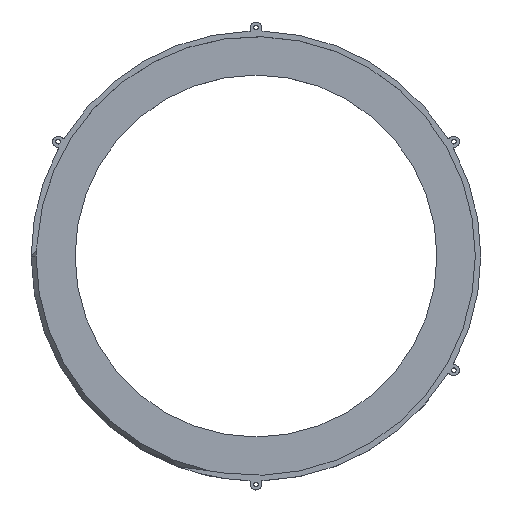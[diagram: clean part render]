
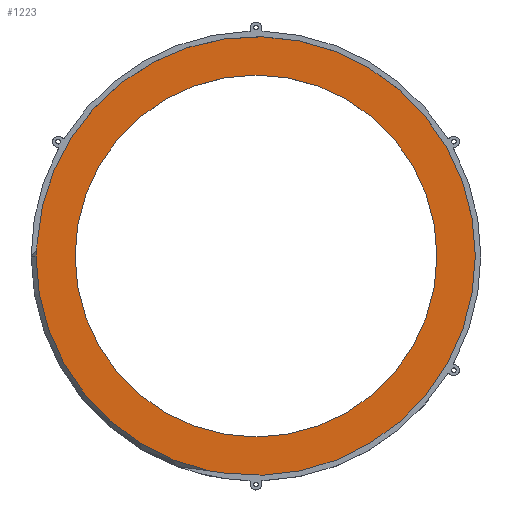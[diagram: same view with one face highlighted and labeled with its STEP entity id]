
A CAD part, top view. The second image highlights one B-rep face of the part: STEP entity #1223.
In plain terms, the highlighted planar face has unit normal (0, 0, 1).
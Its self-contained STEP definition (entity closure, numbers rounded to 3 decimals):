
#44 = CARTESIAN_POINT ( 'NONE',  ( -87.338, 6.208, 3.867 ) ) ;
#49 = VERTEX_POINT ( 'NONE', #85 ) ;
#85 = CARTESIAN_POINT ( 'NONE',  ( -9.912, -87.263, 3.867 ) ) ;
#173 = DIRECTION ( 'NONE',  ( 0., 0., 1. ) ) ;
#176 = VERTEX_POINT ( 'NONE', #2085 ) ;
#194 = DIRECTION ( 'NONE',  ( 1., 0., 0. ) ) ;
#208 = CARTESIAN_POINT ( 'NONE',  ( -87.434, 5.48, 3.867 ) ) ;
#244 = EDGE_CURVE ( 'NONE', #875, #1964, #1291, .T. ) ;
#282 = CIRCLE ( 'NONE', #1439, 74.25 ) ;
#289 = CARTESIAN_POINT ( 'NONE',  ( -71.682, 1.868, 3.867 ) ) ;
#373 = EDGE_LOOP ( 'NONE', ( #1692, #1233 ) ) ;
#385 = AXIS2_PLACEMENT_3D ( 'NONE', #830, #591, #764 ) ;
#392 = CARTESIAN_POINT ( 'NONE',  ( -87.384, 5.792, 3.867 ) ) ;
#416 = CARTESIAN_POINT ( 'NONE',  ( -87.303, 6.686, 3.867 ) ) ;
#429 = AXIS2_PLACEMENT_3D ( 'NONE', #2090, #1170, #2132 ) ;
#486 = DIRECTION ( 'NONE',  ( 1., 0., 0. ) ) ;
#556 = EDGE_CURVE ( 'NONE', #49, #176, #1704, .T. ) ;
#591 = DIRECTION ( 'NONE',  ( 0., 0., 1. ) ) ;
#645 = CARTESIAN_POINT ( 'NONE',  ( -87.639, 4.667, 3.867 ) ) ;
#646 = DIRECTION ( 'NONE',  ( 0., 0., 1. ) ) ;
#664 = AXIS2_PLACEMENT_3D ( 'NONE', #2361, #946, #194 ) ;
#674 = AXIS2_PLACEMENT_3D ( 'NONE', #1550, #646, #486 ) ;
#707 = ORIENTED_EDGE ( 'NONE', *, *, #244, .T. ) ;
#764 = DIRECTION ( 'NONE',  ( 1., 0., 0. ) ) ;
#783 = CARTESIAN_POINT ( 'NONE',  ( -87.32, 6.429, 3.867 ) ) ;
#786 = LINE ( 'NONE', #2081, #1520 ) ;
#830 = CARTESIAN_POINT ( 'NONE',  ( 2.568, 1.868, 3.867 ) ) ;
#875 = VERTEX_POINT ( 'NONE', #1249 ) ;
#882 = CARTESIAN_POINT ( 'NONE',  ( 2.568, 1.868, 3.867 ) ) ;
#885 = CARTESIAN_POINT ( 'NONE',  ( 76.818, 1.868, 3.867 ) ) ;
#899 = CARTESIAN_POINT ( 'NONE',  ( 2.568, 1.868, 3.867 ) ) ;
#946 = DIRECTION ( 'NONE',  ( 0., 0., 1. ) ) ;
#947 = CARTESIAN_POINT ( 'NONE',  ( -87.289, 6.948, 3.867 ) ) ;
#984 = EDGE_CURVE ( 'NONE', #999, #1615, #2110, .T. ) ;
#999 = VERTEX_POINT ( 'NONE', #289 ) ;
#1051 = ORIENTED_EDGE ( 'NONE', *, *, #1484, .T. ) ;
#1114 = AXIS2_PLACEMENT_3D ( 'NONE', #882, #1788, #2324 ) ;
#1137 = CARTESIAN_POINT ( 'NONE',  ( -87.412, 5.611, 3.867 ) ) ;
#1148 = CARTESIAN_POINT ( 'NONE',  ( -87.579, 4.846, 3.867 ) ) ;
#1150 = DIRECTION ( 'NONE',  ( 0.99, -0.139, 0. ) ) ;
#1170 = DIRECTION ( 'NONE',  ( 0., 0., 1. ) ) ;
#1223 = ADVANCED_FACE ( 'NONE', ( #2036, #2102 ), #1674, .T. ) ;
#1233 = ORIENTED_EDGE ( 'NONE', *, *, #1386, .F. ) ;
#1249 = CARTESIAN_POINT ( 'NONE',  ( -87.682, 1.868, 3.867 ) ) ;
#1291 = CIRCLE ( 'NONE', #674, 90.25 ) ;
#1316 = CARTESIAN_POINT ( 'NONE',  ( -87.34, 6.189, 3.867 ) ) ;
#1331 = CARTESIAN_POINT ( 'NONE',  ( -87.515, 5.08, 3.867 ) ) ;
#1335 = ORIENTED_EDGE ( 'NONE', *, *, #1683, .T. ) ;
#1386 = EDGE_CURVE ( 'NONE', #1615, #999, #282, .T. ) ;
#1439 = AXIS2_PLACEMENT_3D ( 'NONE', #899, #173, #1987 ) ;
#1484 = EDGE_CURVE ( 'NONE', #1964, #49, #786, .T. ) ;
#1499 = CARTESIAN_POINT ( 'NONE',  ( -87.337, 6.221, 3.867 ) ) ;
#1512 = CARTESIAN_POINT ( 'NONE',  ( -87.464, 5.327, 3.867 ) ) ;
#1520 = VECTOR ( 'NONE', #1150, 1000. ) ;
#1550 = CARTESIAN_POINT ( 'NONE',  ( 2.568, 1.868, 3.867 ) ) ;
#1577 = CIRCLE ( 'NONE', #429, 90.25 ) ;
#1613 = B_SPLINE_CURVE_WITH_KNOTS ( 'NONE', 3,
 ( #947, #416, #783, #1690, #1677, #1499, #44, #1316, #2230, #2242, #392, #1137, #208, #2051, #1512, #1331, #1148, #1855 ),
 .UNSPECIFIED., .F., .F.,
 ( 4, 1, 2, 2, 1, 1, 1, 1, 2, 2, 1, 4 ),
 ( 0., 0.098, 0.123, 0.126, 0.129, 0.135, 0.148, 0.197, 0.246, 0.271, 0.295, 0.394 ),
 .UNSPECIFIED. ) ;
#1615 = VERTEX_POINT ( 'NONE', #885 ) ;
#1674 = PLANE ( 'NONE',  #385 ) ;
#1677 = CARTESIAN_POINT ( 'NONE',  ( -87.337, 6.225, 3.867 ) ) ;
#1683 = EDGE_CURVE ( 'NONE', #176, #2328, #1613, .T. ) ;
#1690 = CARTESIAN_POINT ( 'NONE',  ( -87.334, 6.259, 3.867 ) ) ;
#1692 = ORIENTED_EDGE ( 'NONE', *, *, #984, .F. ) ;
#1704 = CIRCLE ( 'NONE', #664, 90. ) ;
#1779 = EDGE_CURVE ( 'NONE', #2328, #875, #1577, .T. ) ;
#1788 = DIRECTION ( 'NONE',  ( 0., 0., 1. ) ) ;
#1855 = CARTESIAN_POINT ( 'NONE',  ( -87.639, 4.667, 3.867 ) ) ;
#1964 = VERTEX_POINT ( 'NONE', #2299 ) ;
#1987 = DIRECTION ( 'NONE',  ( 1., 0., 0. ) ) ;
#2036 = FACE_OUTER_BOUND ( 'NONE', #2319, .T. ) ;
#2042 = ORIENTED_EDGE ( 'NONE', *, *, #556, .T. ) ;
#2051 = CARTESIAN_POINT ( 'NONE',  ( -87.444, 5.426, 3.867 ) ) ;
#2081 = CARTESIAN_POINT ( 'NONE',  ( -9.912, -87.263, 3.867 ) ) ;
#2085 = CARTESIAN_POINT ( 'NONE',  ( -87.289, 6.948, 3.867 ) ) ;
#2090 = CARTESIAN_POINT ( 'NONE',  ( 2.568, 1.868, 3.867 ) ) ;
#2102 = FACE_BOUND ( 'NONE', #373, .T. ) ;
#2110 = CIRCLE ( 'NONE', #1114, 74.25 ) ;
#2132 = DIRECTION ( 'NONE',  ( 1., 0., 0. ) ) ;
#2230 = CARTESIAN_POINT ( 'NONE',  ( -87.344, 6.145, 3.867 ) ) ;
#2242 = CARTESIAN_POINT ( 'NONE',  ( -87.358, 6.008, 3.867 ) ) ;
#2248 = ORIENTED_EDGE ( 'NONE', *, *, #1779, .T. ) ;
#2299 = CARTESIAN_POINT ( 'NONE',  ( -16.56, -86.332, 3.867 ) ) ;
#2319 = EDGE_LOOP ( 'NONE', ( #1335, #2248, #707, #1051, #2042 ) ) ;
#2324 = DIRECTION ( 'NONE',  ( 1., 0., 0. ) ) ;
#2328 = VERTEX_POINT ( 'NONE', #645 ) ;
#2361 = CARTESIAN_POINT ( 'NONE',  ( 2.568, 1.868, 3.867 ) ) ;
